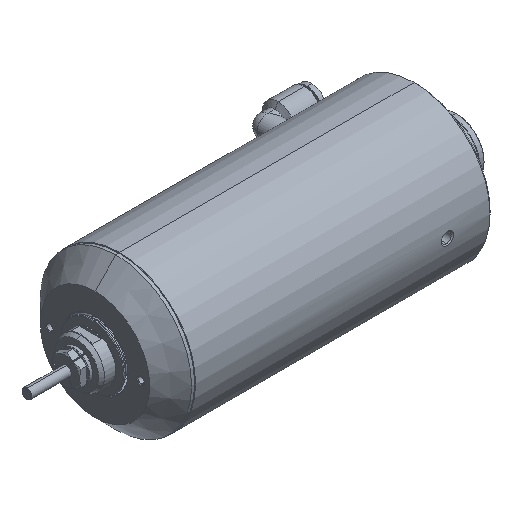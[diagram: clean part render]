
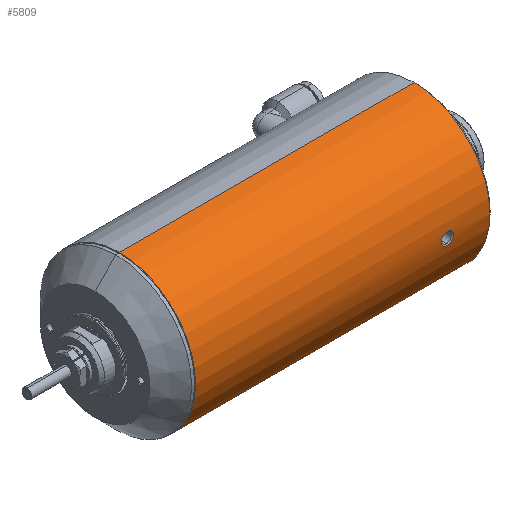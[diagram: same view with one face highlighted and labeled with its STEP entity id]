
A CAD part, isometric view. The second image highlights one B-rep face of the part: STEP entity #5809.
In plain terms, the highlighted cylindrical face has radius 25 mm (diameter 50 mm), a partial arc.
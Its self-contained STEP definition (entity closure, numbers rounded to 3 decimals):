
#530 = VERTEX_POINT ( 'NONE', #5536 ) ;
#531 = VERTEX_POINT ( 'NONE', #5537 ) ;
#535 = VERTEX_POINT ( 'NONE', #5541 ) ;
#536 = VERTEX_POINT ( 'NONE', #5542 ) ;
#650 = VERTEX_POINT ( 'NONE', #5656 ) ;
#651 = VERTEX_POINT ( 'NONE', #5657 ) ;
#5536 = CARTESIAN_POINT ( 'NONE',  ( 97.1, 0., -25. ) ) ;
#5537 = CARTESIAN_POINT ( 'NONE',  ( 97.1, 0., 25. ) ) ;
#5541 = CARTESIAN_POINT ( 'NONE',  ( 83.1, 24.922, -1.972 ) ) ;
#5542 = CARTESIAN_POINT ( 'NONE',  ( 83.1, 24.922, 1.972 ) ) ;
#5656 = CARTESIAN_POINT ( 'NONE',  ( 0.2, 0., 25. ) ) ;
#5657 = CARTESIAN_POINT ( 'NONE',  ( 0.2, 0., -25. ) ) ;
#5809 = ADVANCED_FACE ( 'NONE', ( #15700, #15701 ), #15702, .T. ) ;
#5946 = EDGE_CURVE ( 'NONE', #650, #651, #11022, .T. ) ;
#8508 = AXIS2_PLACEMENT_3D ( 'NONE', #10333, #10334, #10335 ) ;
#8631 = EDGE_LOOP ( 'NONE', ( #19283, #16609 ) ) ;
#8636 = EDGE_LOOP ( 'NONE', ( #16629, #16713, #16716, #16692 ) ) ;
#10333 = CARTESIAN_POINT ( 'NONE',  ( 98.4, 0., 0. ) ) ;
#10334 = DIRECTION ( 'NONE',  ( -1., 0., 0. ) ) ;
#10335 = DIRECTION ( 'NONE',  ( 0., 0., 1. ) ) ;
#10767 = CARTESIAN_POINT ( 'NONE',  ( 0.2, 0., 0. ) ) ;
#10768 = DIRECTION ( 'NONE',  ( -1., 0., 0. ) ) ;
#10769 = DIRECTION ( 'NONE',  ( 0., 0., 1. ) ) ;
#11022 = CIRCLE ( 'NONE', #11024, 25. ) ;
#11024 = AXIS2_PLACEMENT_3D ( 'NONE', #10767, #10768, #10769 ) ;
#11174 = EDGE_CURVE ( 'NONE', #535, #536, #11553, .T. ) ;
#11213 = EDGE_CURVE ( 'NONE', #531, #530, #13153, .T. ) ;
#11553 = B_SPLINE_CURVE_WITH_KNOTS ( 'NONE', 3,
 ( #18462, #18463, #18464, #18465, #18466, #18467, #18468, #18469, #18470, #18471, #18472, #18473, #18474, #18475, #18476, #18477, #18478, #18479, #18480, #18481, #18482, #18483, #18484, #18485, #18486, #18487, #18488, #18489, #18490, #18491, #18492, #18493 ),
 .UNSPECIFIED., .F., .F.,
 ( 4, 2, 2, 2, 2, 2, 2, 2, 2, 2, 2, 2, 2, 2, 2, 4 ),
 ( 0.011, 0.011, 0.012, 0.012, 0.013, 0.013, 0.013, 0.014, 0.014, 0.015, 0.015, 0.015, 0.016, 0.017, 0.017, 0.017 ),
 .UNSPECIFIED. ) ;
#11595 = B_SPLINE_CURVE_WITH_KNOTS ( 'NONE', 3,
 ( #17550, #17551, #17552, #17553, #17554, #17555, #17556, #17557, #17558, #17559, #17560, #17561, #17562, #17563, #17564, #17565, #17566, #17567, #17568, #17569, #17570, #17571, #17572, #17573, #17574, #17575, #17576, #17577 ),
 .UNSPECIFIED., .F., .F.,
 ( 4, 2, 2, 2, 2, 2, 2, 2, 2, 2, 2, 2, 2, 4 ),
 ( 0.005, 0.005, 0.006, 0.006, 0.007, 0.008, 0.008, 0.008, 0.009, 0.009, 0.009, 0.01, 0.01, 0.011 ),
 .UNSPECIFIED. ) ;
#13153 = CIRCLE ( 'NONE', #13168, 25. ) ;
#13168 = AXIS2_PLACEMENT_3D ( 'NONE', #18616, #18617, #18618 ) ;
#14120 = LINE ( 'NONE', #17548, #14982 ) ;
#14125 = LINE ( 'NONE', #17591, #14989 ) ;
#14982 = VECTOR ( 'NONE', #17549, 1000. ) ;
#14989 = VECTOR ( 'NONE', #17592, 1000. ) ;
#15700 = FACE_BOUND ( 'NONE', #8631, .T. ) ;
#15701 = FACE_OUTER_BOUND ( 'NONE', #8636, .T. ) ;
#15702 = CYLINDRICAL_SURFACE ( 'NONE', #8508, 25. ) ;
#16609 = ORIENTED_EDGE ( 'NONE', *, *, #11174, .F. ) ;
#16629 = ORIENTED_EDGE ( 'NONE', *, *, #11213, .T. ) ;
#16692 = ORIENTED_EDGE ( 'NONE', *, *, #19125, .F. ) ;
#16713 = ORIENTED_EDGE ( 'NONE', *, *, #19131, .T. ) ;
#16716 = ORIENTED_EDGE ( 'NONE', *, *, #5946, .F. ) ;
#17548 = CARTESIAN_POINT ( 'NONE',  ( 98.4, 0., 25. ) ) ;
#17549 = DIRECTION ( 'NONE',  ( -1., 0., 0. ) ) ;
#17550 = CARTESIAN_POINT ( 'NONE',  ( 83.1, 24.922, 1.972 ) ) ;
#17551 = CARTESIAN_POINT ( 'NONE',  ( 83.231, 24.922, 1.972 ) ) ;
#17552 = CARTESIAN_POINT ( 'NONE',  ( 83.362, 24.923, 1.96 ) ) ;
#17553 = CARTESIAN_POINT ( 'NONE',  ( 83.621, 24.927, 1.912 ) ) ;
#17554 = CARTESIAN_POINT ( 'NONE',  ( 83.749, 24.93, 1.875 ) ) ;
#17555 = CARTESIAN_POINT ( 'NONE',  ( 84.115, 24.94, 1.732 ) ) ;
#17556 = CARTESIAN_POINT ( 'NONE',  ( 84.344, 24.95, 1.588 ) ) ;
#17557 = CARTESIAN_POINT ( 'NONE',  ( 84.725, 24.97, 1.229 ) ) ;
#17558 = CARTESIAN_POINT ( 'NONE',  ( 84.882, 24.981, 1.009 ) ) ;
#17559 = CARTESIAN_POINT ( 'NONE',  ( 85.04, 24.992, 0.649 ) ) ;
#17560 = CARTESIAN_POINT ( 'NONE',  ( 85.081, 24.995, 0.522 ) ) ;
#17561 = CARTESIAN_POINT ( 'NONE',  ( 85.136, 24.999, 0.264 ) ) ;
#17562 = CARTESIAN_POINT ( 'NONE',  ( 85.15, 25., 0.134 ) ) ;
#17563 = CARTESIAN_POINT ( 'NONE',  ( 85.15, 25., -0.13 ) ) ;
#17564 = CARTESIAN_POINT ( 'NONE',  ( 85.136, 24.999, -0.263 ) ) ;
#17565 = CARTESIAN_POINT ( 'NONE',  ( 85.082, 24.995, -0.519 ) ) ;
#17566 = CARTESIAN_POINT ( 'NONE',  ( 85.042, 24.992, -0.645 ) ) ;
#17567 = CARTESIAN_POINT ( 'NONE',  ( 84.935, 24.985, -0.888 ) ) ;
#17568 = CARTESIAN_POINT ( 'NONE',  ( 84.87, 24.98, -1.002 ) ) ;
#17569 = CARTESIAN_POINT ( 'NONE',  ( 84.719, 24.971, -1.217 ) ) ;
#17570 = CARTESIAN_POINT ( 'NONE',  ( 84.631, 24.965, -1.318 ) ) ;
#17571 = CARTESIAN_POINT ( 'NONE',  ( 84.44, 24.955, -1.498 ) ) ;
#17572 = CARTESIAN_POINT ( 'NONE',  ( 84.336, 24.95, -1.578 ) ) ;
#17573 = CARTESIAN_POINT ( 'NONE',  ( 84.112, 24.941, -1.719 ) ) ;
#17574 = CARTESIAN_POINT ( 'NONE',  ( 83.994, 24.937, -1.779 ) ) ;
#17575 = CARTESIAN_POINT ( 'NONE',  ( 83.627, 24.926, -1.922 ) ) ;
#17576 = CARTESIAN_POINT ( 'NONE',  ( 83.362, 24.922, -1.972 ) ) ;
#17577 = CARTESIAN_POINT ( 'NONE',  ( 83.1, 24.922, -1.972 ) ) ;
#17591 = CARTESIAN_POINT ( 'NONE',  ( 98.4, 0., -25. ) ) ;
#17592 = DIRECTION ( 'NONE',  ( -1., 0., 0. ) ) ;
#18462 = CARTESIAN_POINT ( 'NONE',  ( 83.1, 24.922, -1.972 ) ) ;
#18463 = CARTESIAN_POINT ( 'NONE',  ( 82.969, 24.922, -1.972 ) ) ;
#18464 = CARTESIAN_POINT ( 'NONE',  ( 82.836, 24.923, -1.96 ) ) ;
#18465 = CARTESIAN_POINT ( 'NONE',  ( 82.577, 24.927, -1.911 ) ) ;
#18466 = CARTESIAN_POINT ( 'NONE',  ( 82.451, 24.93, -1.875 ) ) ;
#18467 = CARTESIAN_POINT ( 'NONE',  ( 82.207, 24.937, -1.78 ) ) ;
#18468 = CARTESIAN_POINT ( 'NONE',  ( 82.088, 24.941, -1.719 ) ) ;
#18469 = CARTESIAN_POINT ( 'NONE',  ( 81.865, 24.95, -1.579 ) ) ;
#18470 = CARTESIAN_POINT ( 'NONE',  ( 81.761, 24.955, -1.498 ) ) ;
#18471 = CARTESIAN_POINT ( 'NONE',  ( 81.568, 24.965, -1.316 ) ) ;
#18472 = CARTESIAN_POINT ( 'NONE',  ( 81.482, 24.971, -1.217 ) ) ;
#18473 = CARTESIAN_POINT ( 'NONE',  ( 81.33, 24.98, -1.002 ) ) ;
#18474 = CARTESIAN_POINT ( 'NONE',  ( 81.264, 24.985, -0.886 ) ) ;
#18475 = CARTESIAN_POINT ( 'NONE',  ( 81.158, 24.992, -0.646 ) ) ;
#18476 = CARTESIAN_POINT ( 'NONE',  ( 81.118, 24.995, -0.521 ) ) ;
#18477 = CARTESIAN_POINT ( 'NONE',  ( 81.064, 24.999, -0.263 ) ) ;
#18478 = CARTESIAN_POINT ( 'NONE',  ( 81.05, 25., -0.13 ) ) ;
#18479 = CARTESIAN_POINT ( 'NONE',  ( 81.05, 25., 0.131 ) ) ;
#18480 = CARTESIAN_POINT ( 'NONE',  ( 81.064, 24.999, 0.264 ) ) ;
#18481 = CARTESIAN_POINT ( 'NONE',  ( 81.119, 24.995, 0.522 ) ) ;
#18482 = CARTESIAN_POINT ( 'NONE',  ( 81.159, 24.992, 0.647 ) ) ;
#18483 = CARTESIAN_POINT ( 'NONE',  ( 81.265, 24.985, 0.887 ) ) ;
#18484 = CARTESIAN_POINT ( 'NONE',  ( 81.331, 24.98, 1.004 ) ) ;
#18485 = CARTESIAN_POINT ( 'NONE',  ( 81.482, 24.971, 1.218 ) ) ;
#18486 = CARTESIAN_POINT ( 'NONE',  ( 81.568, 24.965, 1.317 ) ) ;
#18487 = CARTESIAN_POINT ( 'NONE',  ( 81.857, 24.95, 1.59 ) ) ;
#18488 = CARTESIAN_POINT ( 'NONE',  ( 82.083, 24.94, 1.731 ) ) ;
#18489 = CARTESIAN_POINT ( 'NONE',  ( 82.452, 24.93, 1.875 ) ) ;
#18490 = CARTESIAN_POINT ( 'NONE',  ( 82.577, 24.927, 1.911 ) ) ;
#18491 = CARTESIAN_POINT ( 'NONE',  ( 82.835, 24.923, 1.96 ) ) ;
#18492 = CARTESIAN_POINT ( 'NONE',  ( 82.969, 24.922, 1.972 ) ) ;
#18493 = CARTESIAN_POINT ( 'NONE',  ( 83.1, 24.922, 1.972 ) ) ;
#18616 = CARTESIAN_POINT ( 'NONE',  ( 97.1, 0., 0. ) ) ;
#18617 = DIRECTION ( 'NONE',  ( -1., 0., 0. ) ) ;
#18618 = DIRECTION ( 'NONE',  ( 0., 0., 1. ) ) ;
#19125 = EDGE_CURVE ( 'NONE', #531, #650, #14120, .T. ) ;
#19126 = EDGE_CURVE ( 'NONE', #536, #535, #11595, .T. ) ;
#19131 = EDGE_CURVE ( 'NONE', #530, #651, #14125, .T. ) ;
#19283 = ORIENTED_EDGE ( 'NONE', *, *, #19126, .F. ) ;
